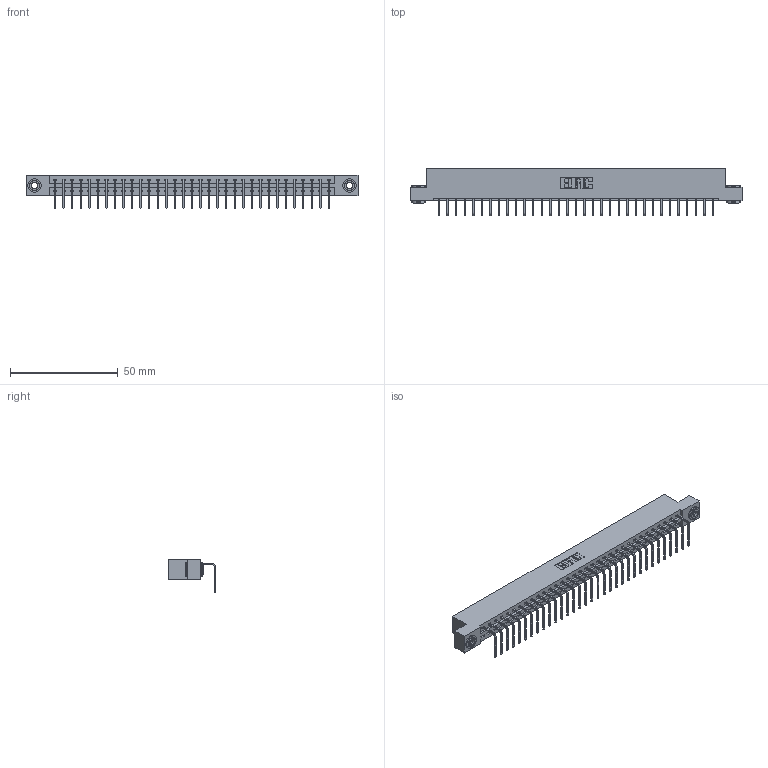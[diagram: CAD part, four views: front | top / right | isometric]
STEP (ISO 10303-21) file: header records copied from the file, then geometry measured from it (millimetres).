
FILE_DESCRIPTION (( 'STEP AP203' ), '1' );
FILE_NAME ('337-033-558-103.STEP', '2018-08-07T09:23:03', ( '' ), ( '' ), 'SwSTEP 2.0', 'SolidWorks 2016', '' );
FILE_SCHEMA (( 'CONFIG_CONTROL_DESIGN' ));
Length unit declared in the file: inch
Products named in the file (4): 337 Part_Flush Mounting Lugs - 0.156 Dia-TH; 345-292-001_558 Tail - 2; 345-250-002_345-250-002-102; 337-033-558-103
Assembly tree (36 placements, depth 2):
  337-033-558-103
    337 Part_Flush Mounting Lugs - 0.156 Dia-TH
    345-292-001_558 Tail - 2  x33
    345-250-002_345-250-002-102  x2
Bounding box: 153.77 x 22.17 x 15.37 mm (x, y, z)
Volume: 15998.7 mm3; surface area: 17390.5 mm2
Topology: 36 solids, 36 shells, 2264 faces, 6789 edges, 4478 vertices
Faces by surface type: plane 1664, cylinder 592, cone 8
Entity records: 26428 total; most frequent: CARTESIAN_POINT 4580, ORIENTED_EDGE 4542, DIRECTION 3907, EDGE_CURVE 2271, LINE 2119, VECTOR 2119, VERTEX_POINT 1510, AXIS2_PLACEMENT_3D 894
